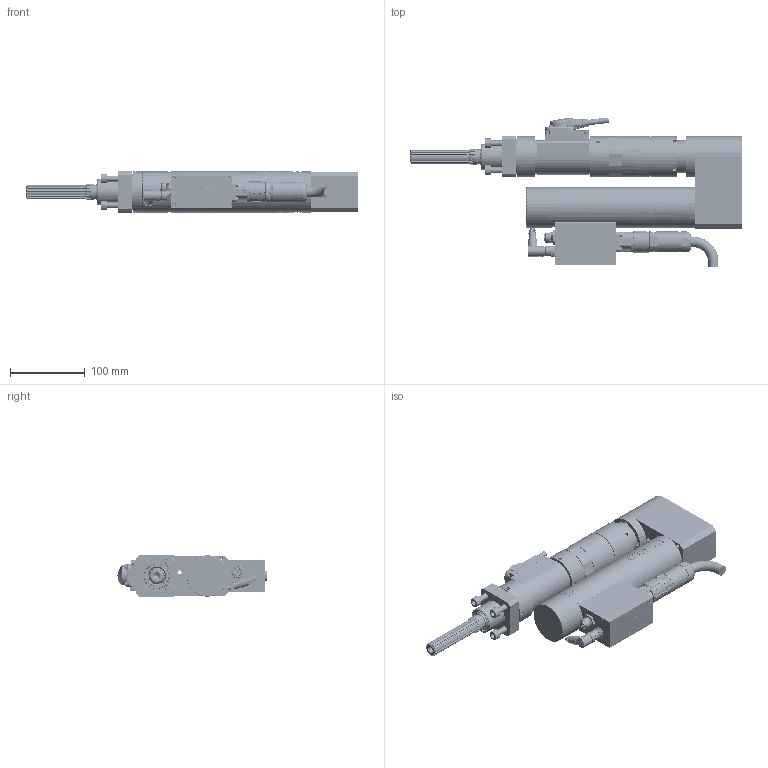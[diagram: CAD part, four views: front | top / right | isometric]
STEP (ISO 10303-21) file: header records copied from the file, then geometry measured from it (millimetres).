
FILE_DESCRIPTION(/* description */ (''),/* implementation_level */ '2;1');
FILE_NAME(/* name */ '2BDU200T1S-A_IAM_001.iam.step',/* time_stamp */ '2021-07-21T07:47:03+02:00',/* author */ ('cideon'),/* organization */ (''),/* preprocessor_version */ 'ST-DEVELOPER v17.2',/* originating_system */ 'Autodesk Inventor 2019',/* authorisation */ '');
FILE_SCHEMA (('AUTOMOTIVE_DESIGN { 1 0 10303 214 3 1 1 }'));
Products named in the file (1): Bauteil1
Bounding box: 443.55 x 199.3 x 55.2 mm (x, y, z)
Volume: 1745712.8 mm3; surface area: 267172 mm2
Topology: 3 solids, 3 shells, 5464 faces, 15874 edges, 10483 vertices
Faces by surface type: plane 3509, cylinder 1025, cone 398, bspline 322, torus 197, sphere 13
Full cylindrical faces by diameter (mm): 0.434 x2, 0.502 x4, 0.6 x16, 0.7 x6, 0.9 x8, 1.6 x2, 1.7 x4, 1.83 x2, 2 x1, 2.1 x2, 2.5 x4, 3 x6, 3.2 x2, 3.3 x8, 4 x11, 4.02 x2, 4.3 x8, 5 x8, 5.1 x15, 5.5 x8, 5.9 x1, 6 x4, 6.3 x1, 7 x2, 7.25 x4, 7.3 x1, 8 x6, 8.1 x1, 8.5 x1, 8.7 x1
Entity records: 232200 total; most frequent: CARTESIAN_POINT 84706, ORIENTED_EDGE 31696, DIRECTION 28894, EDGE_CURVE 15848, VERTEX_POINT 10483, AXIS2_PLACEMENT_3D 10077, LINE 8740, VECTOR 8740
